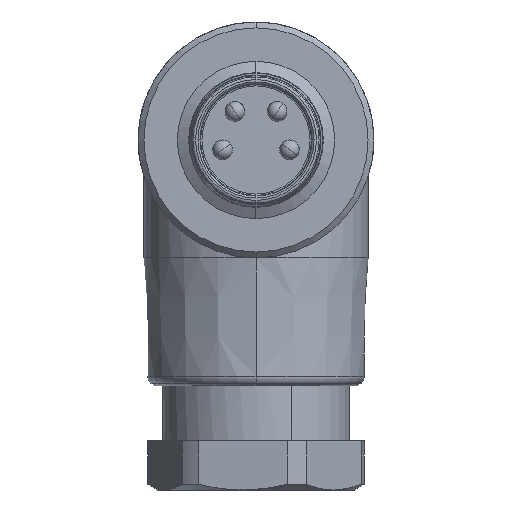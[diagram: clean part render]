
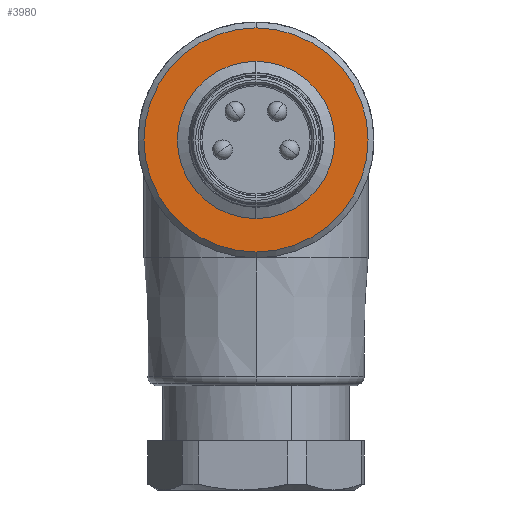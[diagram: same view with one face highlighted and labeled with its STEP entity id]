
A CAD part, left-side view. The second image highlights one B-rep face of the part: STEP entity #3980.
In plain terms, the highlighted planar face has unit normal (-1, 0, 0).
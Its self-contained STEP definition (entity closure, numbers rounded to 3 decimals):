
#879=CARTESIAN_POINT('',(-9.55,0.,0.));
#880=DIRECTION('',(1.,0.,0.));
#881=DIRECTION('',(0.,0.,-1.));
#882=AXIS2_PLACEMENT_3D('',#879,#880,#881);
#887=CARTESIAN_POINT('',(-9.55,0.,0.));
#888=DIRECTION('',(1.,0.,0.));
#889=DIRECTION('',(0.,0.,1.));
#890=AXIS2_PLACEMENT_3D('',#887,#888,#889);
#895=CARTESIAN_POINT('',(-9.55,0.,0.));
#896=DIRECTION('',(-1.,0.,0.));
#897=DIRECTION('',(0.,0.,-1.));
#898=AXIS2_PLACEMENT_3D('',#895,#896,#897);
#903=CARTESIAN_POINT('',(-9.55,0.,0.));
#904=DIRECTION('',(-1.,0.,0.));
#905=DIRECTION('',(0.,0.,1.));
#906=AXIS2_PLACEMENT_3D('',#903,#904,#905);
#2605=CARTESIAN_POINT('',(-9.55,0.,5.7));
#2606=VERTEX_POINT('',#2605);
#2607=CARTESIAN_POINT('',(-9.55,0.,-5.7));
#2608=VERTEX_POINT('',#2607);
#2617=CARTESIAN_POINT('',(-9.55,0.,-3.925));
#2618=VERTEX_POINT('',#2617);
#2619=CARTESIAN_POINT('',(-9.55,0.,3.925));
#2620=VERTEX_POINT('',#2619);
#3964=CARTESIAN_POINT('',(-9.55,0.,0.));
#3965=DIRECTION('',(-1.,0.,0.));
#3966=DIRECTION('',(0.,0.,-1.));
#3967=AXIS2_PLACEMENT_3D('',#3964,#3965,#3966);
#3968=PLANE('',#3967);
#3970=ORIENTED_EDGE('',*,*,#3969,.F.);
#3972=ORIENTED_EDGE('',*,*,#3971,.F.);
#3973=EDGE_LOOP('',(#3970,#3972));
#3974=FACE_OUTER_BOUND('',#3973,.F.);
#3976=ORIENTED_EDGE('',*,*,#3975,.F.);
#3977=ORIENTED_EDGE('',*,*,#3954,.F.);
#3978=EDGE_LOOP('',(#3976,#3977));
#3979=FACE_BOUND('',#3978,.F.);
#3980=ADVANCED_FACE('',(#3974,#3979),#3968,.T.);
#883=CIRCLE('',#882,3.925);
#891=CIRCLE('',#890,3.925);
#899=CIRCLE('',#898,5.7);
#907=CIRCLE('',#906,5.7);
#3954=EDGE_CURVE('',#2620,#2618,#891,.T.);
#3969=EDGE_CURVE('',#2608,#2606,#899,.T.);
#3971=EDGE_CURVE('',#2606,#2608,#907,.T.);
#3975=EDGE_CURVE('',#2618,#2620,#883,.T.);
